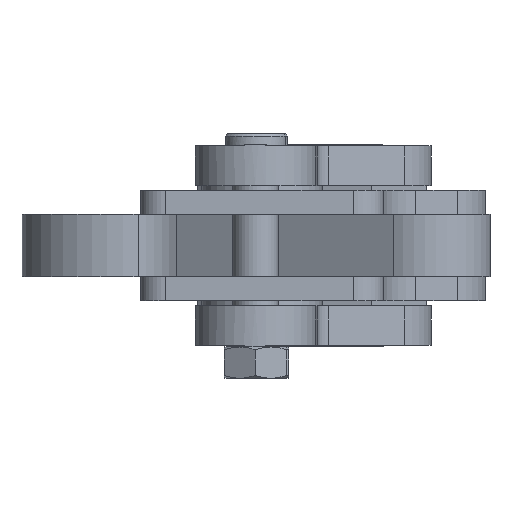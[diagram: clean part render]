
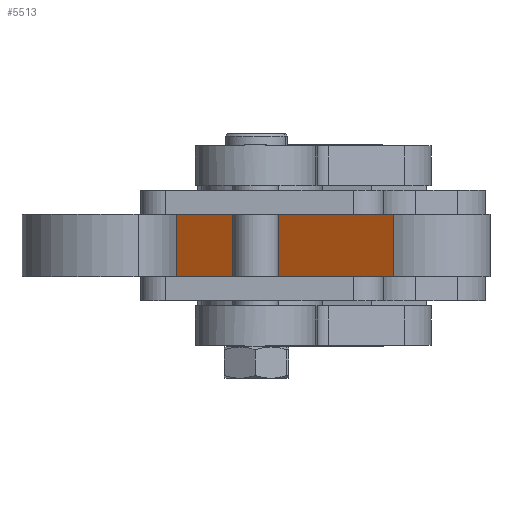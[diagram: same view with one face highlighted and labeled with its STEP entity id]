
A CAD part, front view. The second image highlights one B-rep face of the part: STEP entity #5513.
In plain terms, the highlighted planar face has unit normal (-0.52, -0.854, 0).
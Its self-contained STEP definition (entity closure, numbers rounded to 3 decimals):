
#394 = CARTESIAN_POINT ( 'NONE',  ( -9.747, 102.167, -6.5 ) ) ;
#519 = CARTESIAN_POINT ( 'NONE',  ( 35.354, 74.685, -6.5 ) ) ;
#569 = LINE ( 'NONE', #519, #3994 ) ;
#1171 = ORIENTED_EDGE ( 'NONE', *, *, #6558, .T. ) ;
#1373 = CARTESIAN_POINT ( 'NONE',  ( 35.354, 74.685, 6.5 ) ) ;
#1915 = VECTOR ( 'NONE', #6833, 1000. ) ;
#2094 = LINE ( 'NONE', #2732, #7333 ) ;
#2257 = EDGE_CURVE ( 'NONE', #6718, #7778, #3918, .T. ) ;
#2732 = CARTESIAN_POINT ( 'NONE',  ( -9.747, 102.167, 7. ) ) ;
#2754 = CARTESIAN_POINT ( 'NONE',  ( 35.354, 74.685, 7. ) ) ;
#3448 = DIRECTION ( 'NONE',  ( 0., 0., 1. ) ) ;
#3503 = VERTEX_POINT ( 'NONE', #4851 ) ;
#3799 = VERTEX_POINT ( 'NONE', #394 ) ;
#3918 = LINE ( 'NONE', #4691, #5521 ) ;
#3994 = VECTOR ( 'NONE', #7331, 1000. ) ;
#4046 = EDGE_CURVE ( 'NONE', #7778, #3799, #2094, .T. ) ;
#4565 = ORIENTED_EDGE ( 'NONE', *, *, #4046, .T. ) ;
#4691 = CARTESIAN_POINT ( 'NONE',  ( 35.354, 74.685, 6.5 ) ) ;
#4807 = PLANE ( 'NONE',  #4932 ) ;
#4851 = CARTESIAN_POINT ( 'NONE',  ( 35.354, 74.685, -6.5 ) ) ;
#4932 = AXIS2_PLACEMENT_3D ( 'NONE', #2754, #7528, #3448 ) ;
#5513 = ADVANCED_FACE ( 'NONE', ( #8721 ), #4807, .F. ) ;
#5521 = VECTOR ( 'NONE', #7855, 1000. ) ;
#5609 = EDGE_LOOP ( 'NONE', ( #8880, #8684, #4565, #1171 ) ) ;
#5806 = CARTESIAN_POINT ( 'NONE',  ( -9.747, 102.167, 6.5 ) ) ;
#6558 = EDGE_CURVE ( 'NONE', #3799, #3503, #569, .T. ) ;
#6718 = VERTEX_POINT ( 'NONE', #1373 ) ;
#6816 = DIRECTION ( 'NONE',  ( 0., 0., -1. ) ) ;
#6833 = DIRECTION ( 'NONE',  ( 0., 0., -1. ) ) ;
#7331 = DIRECTION ( 'NONE',  ( 0.854, -0.52, 0. ) ) ;
#7333 = VECTOR ( 'NONE', #6816, 1000. ) ;
#7366 = LINE ( 'NONE', #8203, #1915 ) ;
#7528 = DIRECTION ( 'NONE',  ( 0.52, 0.854, 0. ) ) ;
#7778 = VERTEX_POINT ( 'NONE', #5806 ) ;
#7855 = DIRECTION ( 'NONE',  ( -0.854, 0.52, 0. ) ) ;
#8203 = CARTESIAN_POINT ( 'NONE',  ( 35.354, 74.685, 7. ) ) ;
#8508 = EDGE_CURVE ( 'NONE', #6718, #3503, #7366, .T. ) ;
#8684 = ORIENTED_EDGE ( 'NONE', *, *, #2257, .T. ) ;
#8721 = FACE_OUTER_BOUND ( 'NONE', #5609, .T. ) ;
#8880 = ORIENTED_EDGE ( 'NONE', *, *, #8508, .F. ) ;
